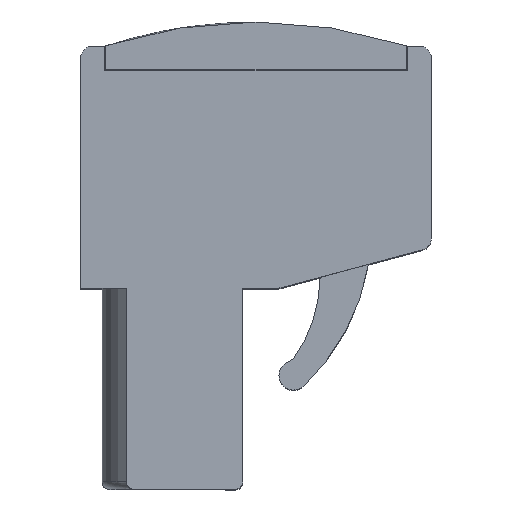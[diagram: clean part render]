
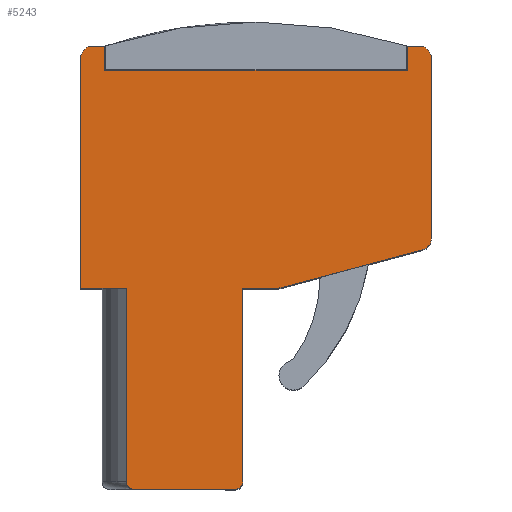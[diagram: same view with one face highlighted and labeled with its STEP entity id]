
A CAD part, top view. The second image highlights one B-rep face of the part: STEP entity #5243.
In plain terms, the highlighted planar face has unit normal (0, 0, 1).
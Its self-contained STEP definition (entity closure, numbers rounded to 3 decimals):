
#134 = CARTESIAN_POINT ( 'NONE',  ( -3.3, 17.8, 2.54 ) ) ;
#319 = VERTEX_POINT ( 'NONE', #13866 ) ;
#323 = ORIENTED_EDGE ( 'NONE', *, *, #2792, .F. ) ;
#374 = CARTESIAN_POINT ( 'NONE',  ( 10.7, 10.372, 2.54 ) ) ;
#431 = ORIENTED_EDGE ( 'NONE', *, *, #5328, .T. ) ;
#527 = DIRECTION ( 'NONE',  ( 0., 0., 1. ) ) ;
#545 = CIRCLE ( 'NONE', #9409, 0.3 ) ;
#601 = CARTESIAN_POINT ( 'NONE',  ( -1.6, 0., 2.54 ) ) ;
#799 = CARTESIAN_POINT ( 'NONE',  ( -2.8, 18.3, 2.54 ) ) ;
#824 = VECTOR ( 'NONE', #10413, 1000. ) ;
#1100 = EDGE_CURVE ( 'NONE', #13119, #8508, #1327, .T. ) ;
#1116 = VERTEX_POINT ( 'NONE', #12186 ) ;
#1139 = CIRCLE ( 'NONE', #13042, 0.5 ) ;
#1179 = LINE ( 'NONE', #5851, #824 ) ;
#1259 = DIRECTION ( 'NONE',  ( 1., 0., 0. ) ) ;
#1279 = VECTOR ( 'NONE', #2612, 1000. ) ;
#1327 = LINE ( 'NONE', #11006, #6986 ) ;
#1573 = CARTESIAN_POINT ( 'NONE',  ( 2.6, 0.3, 2.54 ) ) ;
#1717 = CARTESIAN_POINT ( 'NONE',  ( -1.9, 8.3, 2.54 ) ) ;
#1767 = CARTESIAN_POINT ( 'NONE',  ( 10.7, 17.8, 2.54 ) ) ;
#1793 = EDGE_CURVE ( 'NONE', #2263, #8107, #10338, .T. ) ;
#1948 = LINE ( 'NONE', #10507, #7649 ) ;
#2039 = DIRECTION ( 'NONE',  ( 0., 0., 1. ) ) ;
#2072 = CARTESIAN_POINT ( 'NONE',  ( 4.4, 8.3, 2.54 ) ) ;
#2120 = LINE ( 'NONE', #11467, #13796 ) ;
#2138 = ORIENTED_EDGE ( 'NONE', *, *, #9313, .T. ) ;
#2194 = LINE ( 'NONE', #11048, #13868 ) ;
#2247 = EDGE_CURVE ( 'NONE', #9690, #2883, #2120, .T. ) ;
#2263 = VERTEX_POINT ( 'NONE', #4735 ) ;
#2303 = CIRCLE ( 'NONE', #11746, 0.3 ) ;
#2467 = CARTESIAN_POINT ( 'NONE',  ( -3.8, 8.3, 2.54 ) ) ;
#2584 = DIRECTION ( 'NONE',  ( 0., 0., 1. ) ) ;
#2612 = DIRECTION ( 'NONE',  ( 1., 0., 0. ) ) ;
#2699 = DIRECTION ( 'NONE',  ( 1., 0., 0. ) ) ;
#2792 = EDGE_CURVE ( 'NONE', #13051, #319, #7436, .T. ) ;
#2883 = VERTEX_POINT ( 'NONE', #5663 ) ;
#2887 = AXIS2_PLACEMENT_3D ( 'NONE', #134, #8048, #1259 ) ;
#3037 = LINE ( 'NONE', #3089, #14354 ) ;
#3056 = VERTEX_POINT ( 'NONE', #374 ) ;
#3062 = CARTESIAN_POINT ( 'NONE',  ( 2.9, 0.3, 2.54 ) ) ;
#3089 = CARTESIAN_POINT ( 'NONE',  ( 10.7, 18.3, 2.54 ) ) ;
#3143 = EDGE_CURVE ( 'NONE', #14267, #1116, #14270, .T. ) ;
#3453 = EDGE_CURVE ( 'NONE', #10305, #2263, #1179, .T. ) ;
#3712 = CARTESIAN_POINT ( 'NONE',  ( 2.6, 0., 2.54 ) ) ;
#3780 = EDGE_CURVE ( 'NONE', #12335, #8508, #6816, .T. ) ;
#3844 = ORIENTED_EDGE ( 'NONE', *, *, #11652, .T. ) ;
#3886 = VERTEX_POINT ( 'NONE', #10165 ) ;
#3888 = DIRECTION ( 'NONE',  ( 0.966, 0.259, 0. ) ) ;
#3966 = FACE_OUTER_BOUND ( 'NONE', #4661, .T. ) ;
#4112 = CARTESIAN_POINT ( 'NONE',  ( -3.8, 18.3, 2.54 ) ) ;
#4210 = ORIENTED_EDGE ( 'NONE', *, *, #3143, .T. ) ;
#4279 = DIRECTION ( 'NONE',  ( 1., 0., 0. ) ) ;
#4381 = CARTESIAN_POINT ( 'NONE',  ( 9.7, 18.3, 2.54 ) ) ;
#4440 = EDGE_CURVE ( 'NONE', #2883, #13051, #10862, .T. ) ;
#4453 = ORIENTED_EDGE ( 'NONE', *, *, #13808, .T. ) ;
#4661 = EDGE_LOOP ( 'NONE', ( #6437, #8533, #9138, #11451, #8700, #11946, #6743, #431, #13622, #4210, #3844, #323, #7608, #7808, #13886, #2138, #4453, #10730 ) ) ;
#4735 = CARTESIAN_POINT ( 'NONE',  ( 2.9, 8.3, 2.54 ) ) ;
#5017 = LINE ( 'NONE', #10687, #7727 ) ;
#5127 = EDGE_CURVE ( 'NONE', #3056, #14267, #8798, .T. ) ;
#5240 = DIRECTION ( 'NONE',  ( 0., -1., 0. ) ) ;
#5243 = ADVANCED_FACE ( 'NONE', ( #3966 ), #11818, .T. ) ;
#5313 = CARTESIAN_POINT ( 'NONE',  ( 10.2, 17.8, 2.54 ) ) ;
#5328 = EDGE_CURVE ( 'NONE', #10717, #3056, #1139, .T. ) ;
#5477 = AXIS2_PLACEMENT_3D ( 'NONE', #9400, #2584, #10555 ) ;
#5524 = DIRECTION ( 'NONE',  ( 0., 1., 0. ) ) ;
#5552 = CARTESIAN_POINT ( 'NONE',  ( -2.8, 17.3, 2.54 ) ) ;
#5663 = CARTESIAN_POINT ( 'NONE',  ( -2.8, 17.3, 2.54 ) ) ;
#5757 = VECTOR ( 'NONE', #13688, 1000. ) ;
#5851 = CARTESIAN_POINT ( 'NONE',  ( 2.9, 0., 2.54 ) ) ;
#5989 = DIRECTION ( 'NONE',  ( -1., 0., 0. ) ) ;
#6437 = ORIENTED_EDGE ( 'NONE', *, *, #3780, .F. ) ;
#6454 = DIRECTION ( 'NONE',  ( 1., 0., 0. ) ) ;
#6500 = DIRECTION ( 'NONE',  ( -1., 0., 0. ) ) ;
#6535 = VERTEX_POINT ( 'NONE', #3712 ) ;
#6743 = ORIENTED_EDGE ( 'NONE', *, *, #7269, .T. ) ;
#6816 = LINE ( 'NONE', #14265, #9865 ) ;
#6986 = VECTOR ( 'NONE', #4279, 1000. ) ;
#7269 = EDGE_CURVE ( 'NONE', #8107, #10717, #5017, .T. ) ;
#7328 = CARTESIAN_POINT ( 'NONE',  ( 10.2, 10.372, 2.54 ) ) ;
#7436 = LINE ( 'NONE', #4381, #10091 ) ;
#7608 = ORIENTED_EDGE ( 'NONE', *, *, #4440, .F. ) ;
#7649 = VECTOR ( 'NONE', #5989, 1000. ) ;
#7727 = VECTOR ( 'NONE', #3888, 1000. ) ;
#7808 = ORIENTED_EDGE ( 'NONE', *, *, #2247, .F. ) ;
#8048 = DIRECTION ( 'NONE',  ( 0., 0., 1. ) ) ;
#8107 = VERTEX_POINT ( 'NONE', #2072 ) ;
#8472 = DIRECTION ( 'NONE',  ( 1., 0., 0. ) ) ;
#8508 = VERTEX_POINT ( 'NONE', #1717 ) ;
#8519 = LINE ( 'NONE', #4112, #14501 ) ;
#8533 = ORIENTED_EDGE ( 'NONE', *, *, #10827, .T. ) ;
#8700 = ORIENTED_EDGE ( 'NONE', *, *, #3453, .T. ) ;
#8798 = LINE ( 'NONE', #10307, #5757 ) ;
#8857 = CARTESIAN_POINT ( 'NONE',  ( -1.6, 0.3, 2.54 ) ) ;
#9138 = ORIENTED_EDGE ( 'NONE', *, *, #9741, .F. ) ;
#9313 = EDGE_CURVE ( 'NONE', #3886, #11246, #14064, .T. ) ;
#9400 = CARTESIAN_POINT ( 'NONE',  ( 0., 0., 2.54 ) ) ;
#9409 = AXIS2_PLACEMENT_3D ( 'NONE', #1573, #9503, #2699 ) ;
#9503 = DIRECTION ( 'NONE',  ( 0., 0., 1. ) ) ;
#9690 = VERTEX_POINT ( 'NONE', #799 ) ;
#9716 = CARTESIAN_POINT ( 'NONE',  ( -3.8, 17.8, 2.54 ) ) ;
#9741 = EDGE_CURVE ( 'NONE', #6535, #11188, #2194, .T. ) ;
#9865 = VECTOR ( 'NONE', #12082, 1000. ) ;
#9996 = DIRECTION ( 'NONE',  ( 1., 0., 0. ) ) ;
#10066 = CARTESIAN_POINT ( 'NONE',  ( 9.7, 17.3, 2.54 ) ) ;
#10091 = VECTOR ( 'NONE', #5524, 1000. ) ;
#10165 = CARTESIAN_POINT ( 'NONE',  ( -3.3, 18.3, 2.54 ) ) ;
#10305 = VERTEX_POINT ( 'NONE', #3062 ) ;
#10307 = CARTESIAN_POINT ( 'NONE',  ( 10.7, 9.988, 2.54 ) ) ;
#10338 = LINE ( 'NONE', #2467, #1279 ) ;
#10413 = DIRECTION ( 'NONE',  ( 0., 1., 0. ) ) ;
#10507 = CARTESIAN_POINT ( 'NONE',  ( 10.7, 18.3, 2.54 ) ) ;
#10555 = DIRECTION ( 'NONE',  ( 1., 0., 0. ) ) ;
#10687 = CARTESIAN_POINT ( 'NONE',  ( 4.4, 8.3, 2.54 ) ) ;
#10717 = VERTEX_POINT ( 'NONE', #14237 ) ;
#10730 = ORIENTED_EDGE ( 'NONE', *, *, #1100, .T. ) ;
#10795 = EDGE_CURVE ( 'NONE', #9690, #3886, #3037, .T. ) ;
#10827 = EDGE_CURVE ( 'NONE', #12335, #11188, #2303, .T. ) ;
#10862 = LINE ( 'NONE', #5552, #13842 ) ;
#11006 = CARTESIAN_POINT ( 'NONE',  ( -3.8, 8.3, 2.54 ) ) ;
#11048 = CARTESIAN_POINT ( 'NONE',  ( -1.9, 0., 2.54 ) ) ;
#11188 = VERTEX_POINT ( 'NONE', #601 ) ;
#11246 = VERTEX_POINT ( 'NONE', #9716 ) ;
#11451 = ORIENTED_EDGE ( 'NONE', *, *, #14144, .T. ) ;
#11467 = CARTESIAN_POINT ( 'NONE',  ( -2.8, 18.3, 2.54 ) ) ;
#11652 = EDGE_CURVE ( 'NONE', #1116, #319, #1948, .T. ) ;
#11746 = AXIS2_PLACEMENT_3D ( 'NONE', #8857, #2039, #9996 ) ;
#11818 = PLANE ( 'NONE',  #5477 ) ;
#11946 = ORIENTED_EDGE ( 'NONE', *, *, #1793, .T. ) ;
#11992 = CARTESIAN_POINT ( 'NONE',  ( -1.9, 0.3, 2.54 ) ) ;
#12082 = DIRECTION ( 'NONE',  ( 0., 1., 0. ) ) ;
#12186 = CARTESIAN_POINT ( 'NONE',  ( 10.2, 18.3, 2.54 ) ) ;
#12327 = DIRECTION ( 'NONE',  ( 1., 0., 0. ) ) ;
#12335 = VERTEX_POINT ( 'NONE', #11992 ) ;
#13042 = AXIS2_PLACEMENT_3D ( 'NONE', #7328, #527, #8472 ) ;
#13051 = VERTEX_POINT ( 'NONE', #10066 ) ;
#13119 = VERTEX_POINT ( 'NONE', #13558 ) ;
#13230 = DIRECTION ( 'NONE',  ( 0., 0., 1. ) ) ;
#13558 = CARTESIAN_POINT ( 'NONE',  ( -3.8, 8.3, 2.54 ) ) ;
#13622 = ORIENTED_EDGE ( 'NONE', *, *, #5127, .T. ) ;
#13647 = DIRECTION ( 'NONE',  ( 0., -1., 0. ) ) ;
#13688 = DIRECTION ( 'NONE',  ( 0., 1., 0. ) ) ;
#13796 = VECTOR ( 'NONE', #13647, 1000. ) ;
#13808 = EDGE_CURVE ( 'NONE', #11246, #13119, #8519, .T. ) ;
#13842 = VECTOR ( 'NONE', #12327, 1000. ) ;
#13866 = CARTESIAN_POINT ( 'NONE',  ( 9.7, 18.3, 2.54 ) ) ;
#13868 = VECTOR ( 'NONE', #6500, 1000. ) ;
#13886 = ORIENTED_EDGE ( 'NONE', *, *, #10795, .T. ) ;
#14017 = AXIS2_PLACEMENT_3D ( 'NONE', #5313, #13230, #6454 ) ;
#14064 = CIRCLE ( 'NONE', #2887, 0.5 ) ;
#14144 = EDGE_CURVE ( 'NONE', #6535, #10305, #545, .T. ) ;
#14237 = CARTESIAN_POINT ( 'NONE',  ( 10.329, 9.889, 2.54 ) ) ;
#14265 = CARTESIAN_POINT ( 'NONE',  ( -1.9, 0., 2.54 ) ) ;
#14267 = VERTEX_POINT ( 'NONE', #1767 ) ;
#14270 = CIRCLE ( 'NONE', #14017, 0.5 ) ;
#14354 = VECTOR ( 'NONE', #14406, 1000. ) ;
#14406 = DIRECTION ( 'NONE',  ( -1., 0., 0. ) ) ;
#14501 = VECTOR ( 'NONE', #5240, 1000. ) ;
